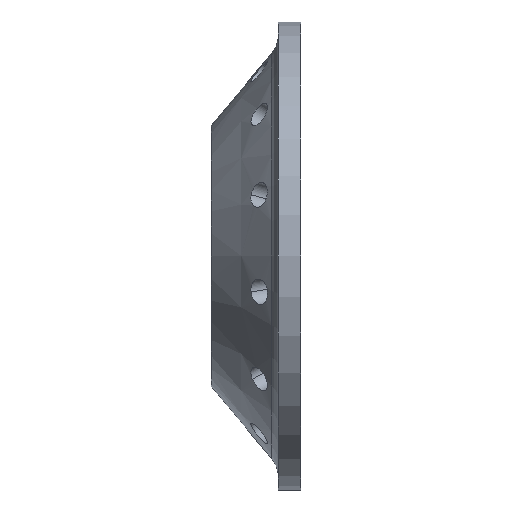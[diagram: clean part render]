
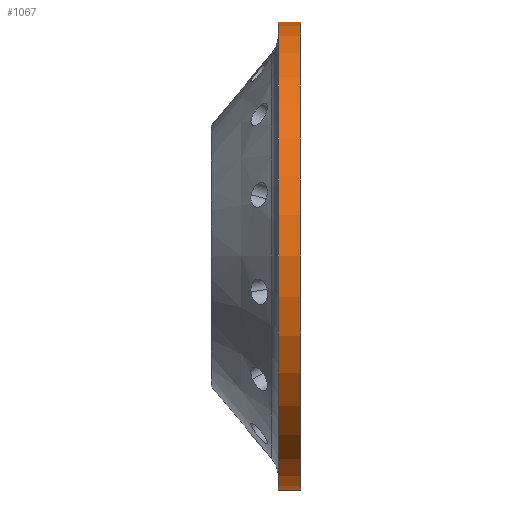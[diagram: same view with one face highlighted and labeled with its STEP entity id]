
A CAD part, left-side view. The second image highlights one B-rep face of the part: STEP entity #1067.
In plain terms, the highlighted cylindrical face has radius 39.83 mm (diameter 79.659 mm), a partial arc.
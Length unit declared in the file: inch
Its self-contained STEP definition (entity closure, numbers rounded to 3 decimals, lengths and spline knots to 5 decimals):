
#163 = DIRECTION ( 'NONE',  ( 0., 1., 0. ) ) ;
#207 = DIRECTION ( 'NONE',  ( 0., 1., 0. ) ) ;
#254 = VERTEX_POINT ( 'NONE', #2516 ) ;
#410 = EDGE_CURVE ( 'NONE', #1230, #254, #3150, .T. ) ;
#538 = DIRECTION ( 'NONE',  ( 0., 1., 0. ) ) ;
#589 = ORIENTED_EDGE ( 'NONE', *, *, #2369, .F. ) ;
#763 = FACE_OUTER_BOUND ( 'NONE', #1346, .T. ) ;
#799 = CARTESIAN_POINT ( 'NONE',  ( 0., 0., 1.56809 ) ) ;
#874 = DIRECTION ( 'NONE',  ( 0., 1., 0. ) ) ;
#1029 = CARTESIAN_POINT ( 'NONE',  ( 0., 0.2, 0. ) ) ;
#1067 = ADVANCED_FACE ( 'NONE', ( #763 ), #3101, .T. ) ;
#1180 = AXIS2_PLACEMENT_3D ( 'NONE', #2540, #207, #2278 ) ;
#1230 = VERTEX_POINT ( 'NONE', #2830 ) ;
#1233 = DIRECTION ( 'NONE',  ( 0., 1., 0. ) ) ;
#1346 = EDGE_LOOP ( 'NONE', ( #589, #2854, #1857, #3170 ) ) ;
#1607 = CIRCLE ( 'NONE', #1180, 1.56809 ) ;
#1699 = EDGE_CURVE ( 'NONE', #2744, #1230, #3093, .T. ) ;
#1798 = CARTESIAN_POINT ( 'NONE',  ( 0., 0., 0. ) ) ;
#1821 = EDGE_CURVE ( 'NONE', #3222, #254, #1607, .T. ) ;
#1857 = ORIENTED_EDGE ( 'NONE', *, *, #410, .T. ) ;
#2008 = DIRECTION ( 'NONE',  ( 0., 0., -1. ) ) ;
#2050 = CARTESIAN_POINT ( 'NONE',  ( 0., 0.2, -1.56809 ) ) ;
#2208 = AXIS2_PLACEMENT_3D ( 'NONE', #1798, #1233, #2851 ) ;
#2278 = DIRECTION ( 'NONE',  ( 0., 0., 1. ) ) ;
#2308 = CARTESIAN_POINT ( 'NONE',  ( 0., 0.35, -1.56809 ) ) ;
#2323 = VECTOR ( 'NONE', #874, 39.37008 ) ;
#2369 = EDGE_CURVE ( 'NONE', #2744, #3222, #3231, .T. ) ;
#2446 = CARTESIAN_POINT ( 'NONE',  ( 0., 0., -1.56809 ) ) ;
#2516 = CARTESIAN_POINT ( 'NONE',  ( 0., 0.35, 1.56809 ) ) ;
#2540 = CARTESIAN_POINT ( 'NONE',  ( 0., 0.35, 0. ) ) ;
#2744 = VERTEX_POINT ( 'NONE', #2050 ) ;
#2830 = CARTESIAN_POINT ( 'NONE',  ( 0., 0.2, 1.56809 ) ) ;
#2851 = DIRECTION ( 'NONE',  ( 0., 0., 1. ) ) ;
#2854 = ORIENTED_EDGE ( 'NONE', *, *, #1699, .T. ) ;
#3093 = CIRCLE ( 'NONE', #3095, 1.56809 ) ;
#3095 = AXIS2_PLACEMENT_3D ( 'NONE', #1029, #163, #2008 ) ;
#3101 = CYLINDRICAL_SURFACE ( 'NONE', #2208, 1.56809 ) ;
#3150 = LINE ( 'NONE', #799, #3311 ) ;
#3170 = ORIENTED_EDGE ( 'NONE', *, *, #1821, .F. ) ;
#3222 = VERTEX_POINT ( 'NONE', #2308 ) ;
#3231 = LINE ( 'NONE', #2446, #2323 ) ;
#3311 = VECTOR ( 'NONE', #538, 39.37008 ) ;
